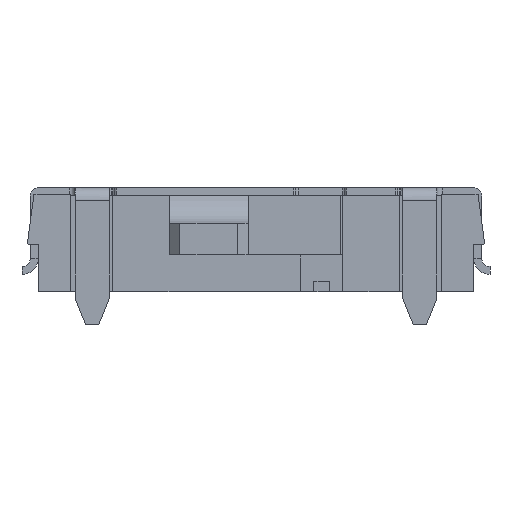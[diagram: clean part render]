
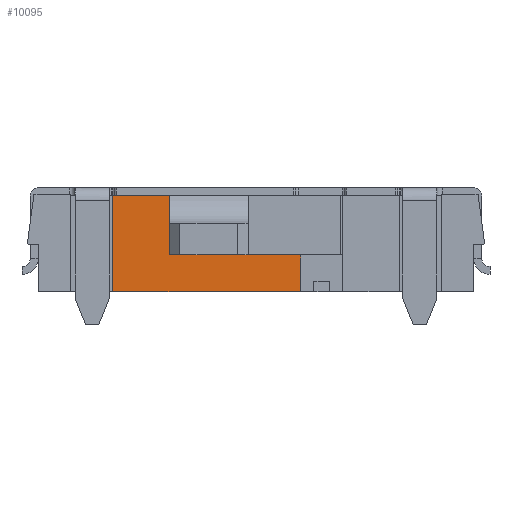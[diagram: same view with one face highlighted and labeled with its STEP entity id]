
A CAD part, front view. The second image highlights one B-rep face of the part: STEP entity #10095.
In plain terms, the highlighted planar face has unit normal (0, -1, 0).
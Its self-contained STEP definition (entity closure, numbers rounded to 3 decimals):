
#150 = VERTEX_POINT ( 'NONE', #1474 ) ;
#223 = DIRECTION ( 'NONE',  ( 0., -1., 0. ) ) ;
#501 = VECTOR ( 'NONE', #4799, 1000. ) ;
#533 = VECTOR ( 'NONE', #7844, 1000. ) ;
#607 = ORIENTED_EDGE ( 'NONE', *, *, #7564, .F. ) ;
#670 = CARTESIAN_POINT ( 'NONE',  ( -1.65, -1.5, 0.7 ) ) ;
#1219 = DIRECTION ( 'NONE',  ( 0., 0., -1. ) ) ;
#1474 = CARTESIAN_POINT ( 'NONE',  ( 0.85, -1.5, 0.7 ) ) ;
#1670 = EDGE_CURVE ( 'NONE', #9968, #11813, #3744, .T. ) ;
#1874 = ORIENTED_EDGE ( 'NONE', *, *, #3087, .T. ) ;
#2086 = VECTOR ( 'NONE', #3441, 1000. ) ;
#2597 = LINE ( 'NONE', #670, #11349 ) ;
#2882 = CARTESIAN_POINT ( 'NONE',  ( 0.85, -1.5, 0. ) ) ;
#2954 = CARTESIAN_POINT ( 'NONE',  ( -2.725, -1.5, -1.202 ) ) ;
#3087 = EDGE_CURVE ( 'NONE', #9224, #6220, #9599, .T. ) ;
#3125 = EDGE_CURVE ( 'NONE', #5021, #150, #9661, .T. ) ;
#3441 = DIRECTION ( 'NONE',  ( -1., 0., 0. ) ) ;
#3492 = VECTOR ( 'NONE', #11508, 1000. ) ;
#3744 = LINE ( 'NONE', #2954, #501 ) ;
#3928 = ORIENTED_EDGE ( 'NONE', *, *, #10224, .T. ) ;
#4139 = CARTESIAN_POINT ( 'NONE',  ( -1.65, -1.5, 0.7 ) ) ;
#4491 = LINE ( 'NONE', #11912, #2086 ) ;
#4799 = DIRECTION ( 'NONE',  ( 0., 0., 1. ) ) ;
#5021 = VERTEX_POINT ( 'NONE', #2882 ) ;
#5356 = ORIENTED_EDGE ( 'NONE', *, *, #10806, .F. ) ;
#5534 = EDGE_LOOP ( 'NONE', ( #1874, #3928, #7971, #5356, #7429, #607 ) ) ;
#5584 = LINE ( 'NONE', #10418, #5771 ) ;
#5771 = VECTOR ( 'NONE', #9353, 1000. ) ;
#6220 = VERTEX_POINT ( 'NONE', #11506 ) ;
#7429 = ORIENTED_EDGE ( 'NONE', *, *, #3125, .T. ) ;
#7564 = EDGE_CURVE ( 'NONE', #9224, #150, #2597, .T. ) ;
#7716 = CARTESIAN_POINT ( 'NONE',  ( 0.85, -1.5, -1.202 ) ) ;
#7762 = PLANE ( 'NONE',  #11172 ) ;
#7844 = DIRECTION ( 'NONE',  ( 0., 0., 1. ) ) ;
#7944 = CARTESIAN_POINT ( 'NONE',  ( 4.35, -1.5, 1.85 ) ) ;
#7971 = ORIENTED_EDGE ( 'NONE', *, *, #1670, .F. ) ;
#8816 = FACE_OUTER_BOUND ( 'NONE', #5534, .T. ) ;
#8924 = CARTESIAN_POINT ( 'NONE',  ( -2.725, -1.5, 1.83 ) ) ;
#9224 = VERTEX_POINT ( 'NONE', #9952 ) ;
#9353 = DIRECTION ( 'NONE',  ( -1., 0., 0. ) ) ;
#9502 = CARTESIAN_POINT ( 'NONE',  ( -2.725, -1.5, 0. ) ) ;
#9599 = LINE ( 'NONE', #4139, #533 ) ;
#9661 = LINE ( 'NONE', #7716, #3492 ) ;
#9952 = CARTESIAN_POINT ( 'NONE',  ( -1.65, -1.5, 0.7 ) ) ;
#9968 = VERTEX_POINT ( 'NONE', #9502 ) ;
#10083 = DIRECTION ( 'NONE',  ( 1., 0., 0. ) ) ;
#10095 = ADVANCED_FACE ( 'NONE', ( #8816 ), #7762, .T. ) ;
#10224 = EDGE_CURVE ( 'NONE', #6220, #11813, #4491, .T. ) ;
#10418 = CARTESIAN_POINT ( 'NONE',  ( 4.35, -1.5, 0. ) ) ;
#10806 = EDGE_CURVE ( 'NONE', #5021, #9968, #5584, .T. ) ;
#11172 = AXIS2_PLACEMENT_3D ( 'NONE', #7944, #223, #1219 ) ;
#11349 = VECTOR ( 'NONE', #10083, 1000. ) ;
#11506 = CARTESIAN_POINT ( 'NONE',  ( -1.65, -1.5, 1.83 ) ) ;
#11508 = DIRECTION ( 'NONE',  ( 0., 0., 1. ) ) ;
#11813 = VERTEX_POINT ( 'NONE', #8924 ) ;
#11912 = CARTESIAN_POINT ( 'NONE',  ( 3.525, -1.5, 1.83 ) ) ;
